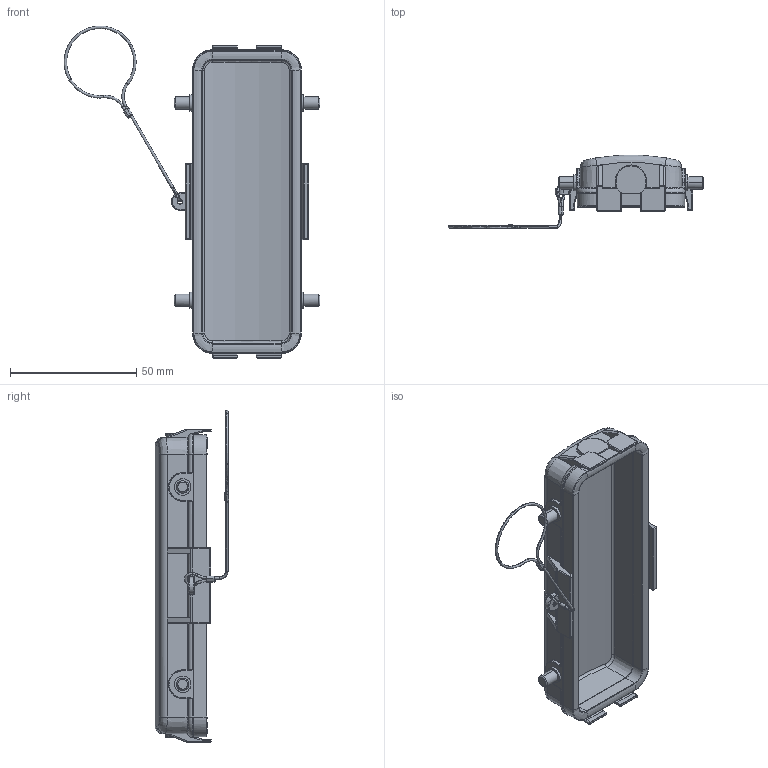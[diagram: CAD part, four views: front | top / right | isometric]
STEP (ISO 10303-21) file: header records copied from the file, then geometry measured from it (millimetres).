
FILE_DESCRIPTION (( 'STEP AP203' ), '1' );
FILE_NAME ('3D_1110240308103_H24B-MCV-4B_1S_V1.0.STP', '2021-05-26T08:07:07', ( '' ), ( '' ), 'SwSTEP 2.0', 'SolidWorks 2016', '' );
FILE_SCHEMA (( 'CONFIG_CONTROL_DESIGN' ));
Length unit declared in the file: millimetre
Products named in the file (1): 3D_1110240308103_H24B-MCV-4B_1S_V1.0
Bounding box: 101.14 x 29.06 x 131.25 mm (x, y, z)
Volume: 29831.4 mm3; surface area: 26748.2 mm2
Topology: 1 solids, 1 shells, 565 faces, 1385 edges, 836 vertices
Faces by surface type: cylinder 233, plane 148, bspline 87, torus 73, cone 24
Entity records: 22964 total; most frequent: CARTESIAN_POINT 10693, ORIENTED_EDGE 2770, DIRECTION 2230, EDGE_CURVE 1385, AXIS2_PLACEMENT_3D 841, VERTEX_POINT 838, EDGE_LOOP 589, ADVANCED_FACE 565
